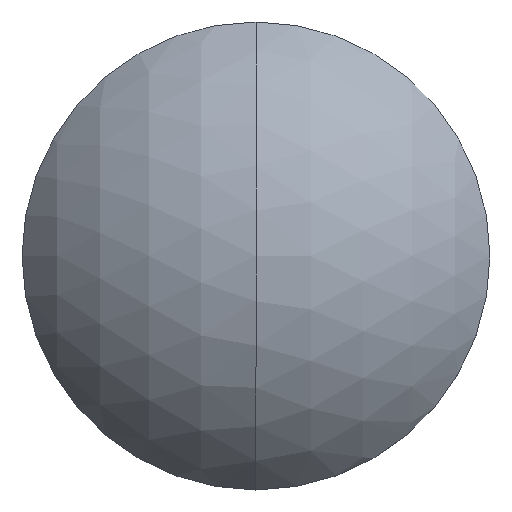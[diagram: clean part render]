
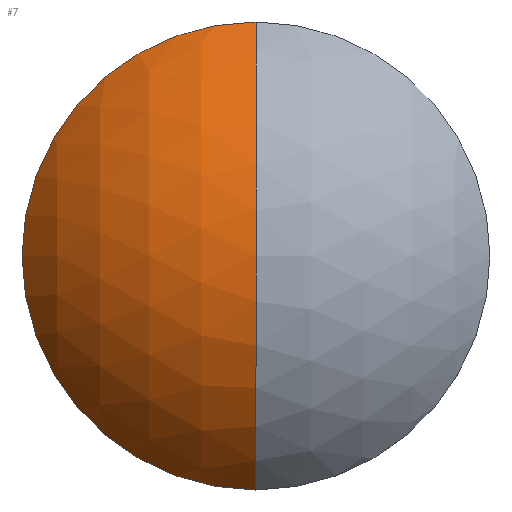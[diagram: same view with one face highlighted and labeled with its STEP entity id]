
A CAD part, top view. The second image highlights one B-rep face of the part: STEP entity #7.
In plain terms, the highlighted spherical face has radius 15.45 mm.
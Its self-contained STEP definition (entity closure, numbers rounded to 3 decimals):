
#5 = VERTEX_POINT ( 'NONE', #81 ) ;
#7 = ADVANCED_FACE ( 'NONE', ( #87 ), #110, .T. ) ;
#8 = ORIENTED_EDGE ( 'NONE', *, *, #48, .T. ) ;
#9 = EDGE_LOOP ( 'NONE', ( #8, #36, #18, #21 ) ) ;
#18 = ORIENTED_EDGE ( 'NONE', *, *, #19, .T. ) ;
#19 = EDGE_CURVE ( 'NONE', #5, #20, #156, .T. ) ;
#20 = VERTEX_POINT ( 'NONE', #125 ) ;
#21 = ORIENTED_EDGE ( 'NONE', *, *, #22, .F. ) ;
#22 = EDGE_CURVE ( 'NONE', #49, #20, #123, .T. ) ;
#36 = ORIENTED_EDGE ( 'NONE', *, *, #37, .T. ) ;
#37 = EDGE_CURVE ( 'NONE', #46, #5, #242, .T. ) ;
#46 = VERTEX_POINT ( 'NONE', #231 ) ;
#48 = EDGE_CURVE ( 'NONE', #49, #46, #217, .T. ) ;
#49 = VERTEX_POINT ( 'NONE', #212 ) ;
#81 = CARTESIAN_POINT ( 'NONE',  ( 0., -12.7, -2.332 ) ) ;
#87 = FACE_OUTER_BOUND ( 'NONE', #9, .T. ) ;
#108 = DIRECTION ( 'NONE',  ( -1., 0., 0. ) ) ;
#109 = DIRECTION ( 'NONE',  ( 0., 1., 0. ) ) ;
#110 = SPHERICAL_SURFACE ( 'NONE', #139, 15.45 ) ;
#123 = CIRCLE ( 'NONE', #134, 15.45 ) ;
#125 = CARTESIAN_POINT ( 'NONE',  ( 0., 0., 4.32 ) ) ;
#126 = DIRECTION ( 'NONE',  ( 0., -1., 0. ) ) ;
#127 = CARTESIAN_POINT ( 'NONE',  ( 0., 0., -11.13 ) ) ;
#131 = DIRECTION ( 'NONE',  ( 0., 0., -1. ) ) ;
#132 = DIRECTION ( 'NONE',  ( 1., 0., 0. ) ) ;
#133 = CARTESIAN_POINT ( 'NONE',  ( 0., 0., -11.13 ) ) ;
#134 = AXIS2_PLACEMENT_3D ( 'NONE', #133, #132, #131 ) ;
#139 = AXIS2_PLACEMENT_3D ( 'NONE', #127, #108, #109 ) ;
#153 = DIRECTION ( 'NONE',  ( -1., 0., 0. ) ) ;
#154 = CARTESIAN_POINT ( 'NONE',  ( 0., 0., -11.13 ) ) ;
#155 = AXIS2_PLACEMENT_3D ( 'NONE', #154, #153, #126 ) ;
#156 = CIRCLE ( 'NONE', #155, 15.45 ) ;
#212 = CARTESIAN_POINT ( 'NONE',  ( 0., 12.7, -2.332 ) ) ;
#213 = DIRECTION ( 'NONE',  ( 1., 0., 0. ) ) ;
#214 = DIRECTION ( 'NONE',  ( 0., 0., 1. ) ) ;
#215 = CARTESIAN_POINT ( 'NONE',  ( 0., 0., -2.332 ) ) ;
#216 = AXIS2_PLACEMENT_3D ( 'NONE', #215, #214, #213 ) ;
#217 = CIRCLE ( 'NONE', #216, 12.7 ) ;
#231 = CARTESIAN_POINT ( 'NONE',  ( -12.7, 0., -2.332 ) ) ;
#238 = DIRECTION ( 'NONE',  ( 1., 0., 0. ) ) ;
#239 = DIRECTION ( 'NONE',  ( 0., 0., 1. ) ) ;
#240 = CARTESIAN_POINT ( 'NONE',  ( 0., 0., -2.332 ) ) ;
#241 = AXIS2_PLACEMENT_3D ( 'NONE', #240, #239, #238 ) ;
#242 = CIRCLE ( 'NONE', #241, 12.7 ) ;
